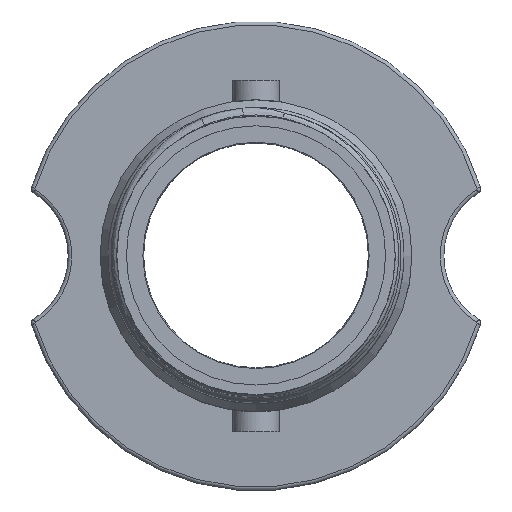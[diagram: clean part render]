
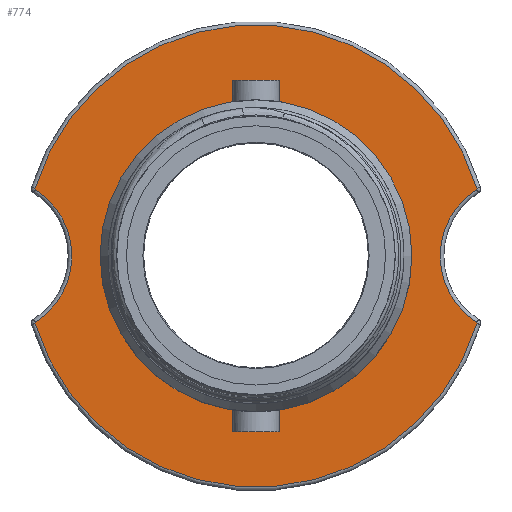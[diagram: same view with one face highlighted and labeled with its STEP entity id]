
A CAD part, top view. The second image highlights one B-rep face of the part: STEP entity #774.
In plain terms, the highlighted planar face has unit normal (0, 0, 1).
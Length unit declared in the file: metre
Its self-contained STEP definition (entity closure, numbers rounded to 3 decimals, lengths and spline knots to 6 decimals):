
#85=FACE_BOUND('',#154,.T.);
#91=PLANE('',#855);
#103=FACE_OUTER_BOUND('',#153,.T.);
#153=EDGE_LOOP('',(#541,#542,#543,#544,#545,#546,#547,#548));
#154=EDGE_LOOP('',(#549));
#208=CIRCLE('',#844,0.01066);
#214=CIRCLE('',#852,0.03125);
#217=CIRCLE('',#856,0.000135);
#218=CIRCLE('',#857,0.000135);
#219=CIRCLE('',#858,0.01066);
#220=CIRCLE('',#859,0.000135);
#221=CIRCLE('',#860,0.03125);
#222=CIRCLE('',#861,0.000135);
#223=CIRCLE('',#862,0.021082);
#321=VERTEX_POINT('',#1540);
#323=VERTEX_POINT('',#1543);
#329=VERTEX_POINT('',#1558);
#330=VERTEX_POINT('',#1560);
#331=VERTEX_POINT('',#1566);
#332=VERTEX_POINT('',#1568);
#333=VERTEX_POINT('',#1570);
#334=VERTEX_POINT('',#1572);
#335=VERTEX_POINT('',#1575);
#404=EDGE_CURVE('',#321,#323,#208,.T.);
#412=EDGE_CURVE('',#329,#330,#214,.T.);
#415=EDGE_CURVE('',#330,#321,#217,.T.);
#416=EDGE_CURVE('',#331,#329,#218,.T.);
#417=EDGE_CURVE('',#332,#331,#219,.T.);
#418=EDGE_CURVE('',#333,#332,#220,.T.);
#419=EDGE_CURVE('',#334,#333,#221,.T.);
#420=EDGE_CURVE('',#323,#334,#222,.T.);
#421=EDGE_CURVE('',#335,#335,#223,.T.);
#541=ORIENTED_EDGE('',*,*,#415,.F.);
#542=ORIENTED_EDGE('',*,*,#412,.F.);
#543=ORIENTED_EDGE('',*,*,#416,.F.);
#544=ORIENTED_EDGE('',*,*,#417,.F.);
#545=ORIENTED_EDGE('',*,*,#418,.F.);
#546=ORIENTED_EDGE('',*,*,#419,.F.);
#547=ORIENTED_EDGE('',*,*,#420,.F.);
#548=ORIENTED_EDGE('',*,*,#404,.F.);
#549=ORIENTED_EDGE('',*,*,#421,.T.);
#774=ADVANCED_FACE('',(#103,#85),#91,.T.);
#844=AXIS2_PLACEMENT_3D('',#1544,#967,#968);
#852=AXIS2_PLACEMENT_3D('',#1561,#985,#986);
#855=AXIS2_PLACEMENT_3D('',#1564,#991,#992);
#856=AXIS2_PLACEMENT_3D('',#1565,#993,#994);
#857=AXIS2_PLACEMENT_3D('',#1567,#995,#996);
#858=AXIS2_PLACEMENT_3D('',#1569,#997,#998);
#859=AXIS2_PLACEMENT_3D('',#1571,#999,#1000);
#860=AXIS2_PLACEMENT_3D('',#1573,#1001,#1002);
#861=AXIS2_PLACEMENT_3D('',#1574,#1003,#1004);
#862=AXIS2_PLACEMENT_3D('',#1576,#1005,#1006);
#967=DIRECTION('center_axis',(0.,0.,1.));
#968=DIRECTION('ref_axis',(1.,0.,0.));
#985=DIRECTION('center_axis',(0.,0.,-1.));
#986=DIRECTION('ref_axis',(0.,-1.,0.));
#991=DIRECTION('center_axis',(0.,0.,1.));
#992=DIRECTION('ref_axis',(0.,-1.,0.));
#993=DIRECTION('center_axis',(0.,0.,-1.));
#994=DIRECTION('ref_axis',(-0.938,0.346,0.));
#995=DIRECTION('center_axis',(0.,0.,-1.));
#996=DIRECTION('ref_axis',(0.938,0.346,0.));
#997=DIRECTION('center_axis',(0.,0.,1.));
#998=DIRECTION('ref_axis',(-1.,0.,0.));
#999=DIRECTION('center_axis',(0.,0.,-1.));
#1000=DIRECTION('ref_axis',(0.938,-0.346,0.));
#1001=DIRECTION('center_axis',(0.,0.,-1.));
#1002=DIRECTION('ref_axis',(0.,1.,0.));
#1003=DIRECTION('center_axis',(0.,0.,-1.));
#1004=DIRECTION('ref_axis',(-0.938,-0.346,0.));
#1005=DIRECTION('center_axis',(0.,0.,-1.));
#1006=DIRECTION('ref_axis',(-1.,0.,0.));
#1540=CARTESIAN_POINT('',(-0.029827,-0.008987,0.00635));
#1543=CARTESIAN_POINT('',(-0.029827,0.008987,0.00635));
#1544=CARTESIAN_POINT('Origin',(-0.03556,0.,0.00635));
#1558=CARTESIAN_POINT('',(0.029883,-0.00914,0.00635));
#1560=CARTESIAN_POINT('',(-0.029883,-0.00914,0.00635));
#1561=CARTESIAN_POINT('Origin',(0.,0.,
0.00635));
#1564=CARTESIAN_POINT('Origin',(0.,0.,
0.00635));
#1565=CARTESIAN_POINT('Origin',(-0.029754,-0.009101,
0.00635));
#1566=CARTESIAN_POINT('',(0.029827,-0.008987,0.00635));
#1567=CARTESIAN_POINT('Origin',(0.029754,-0.009101,
0.00635));
#1568=CARTESIAN_POINT('',(0.029827,0.008987,0.00635));
#1569=CARTESIAN_POINT('Origin',(0.03556,0.,0.00635));
#1570=CARTESIAN_POINT('',(0.029883,0.00914,0.00635));
#1571=CARTESIAN_POINT('Origin',(0.029754,0.009101,
0.00635));
#1572=CARTESIAN_POINT('',(-0.029883,0.00914,0.00635));
#1573=CARTESIAN_POINT('Origin',(0.,0.,
0.00635));
#1574=CARTESIAN_POINT('Origin',(-0.029754,0.009101,
0.00635));
#1575=CARTESIAN_POINT('',(0.021082,0.,0.00635));
#1576=CARTESIAN_POINT('Origin',(0.,0.,
0.00635));
